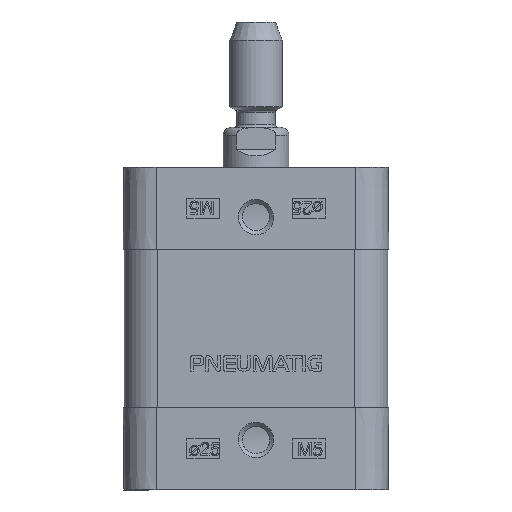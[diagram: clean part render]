
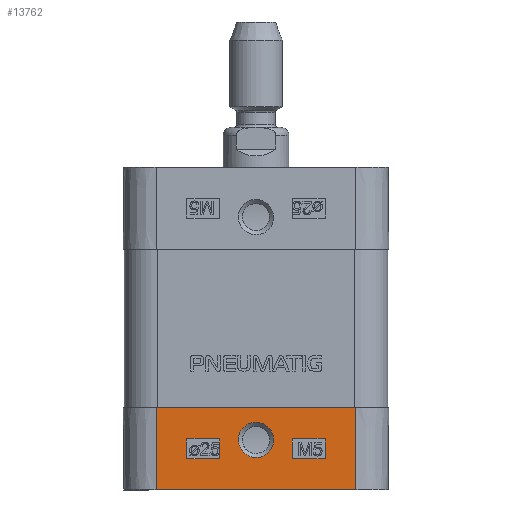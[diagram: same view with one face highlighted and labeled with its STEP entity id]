
A CAD part, left-side view. The second image highlights one B-rep face of the part: STEP entity #13762.
In plain terms, the highlighted planar face has unit normal (-1, 0, -0.009).
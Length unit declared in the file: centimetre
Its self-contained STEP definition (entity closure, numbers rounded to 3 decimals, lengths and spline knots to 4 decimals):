
#495=LINE($,#19936,#1746);
#498=LINE($,#19942,#1749);
#501=LINE($,#19948,#1752);
#504=LINE($,#19952,#1755);
#506=LINE($,#19958,#1757);
#508=LINE($,#19962,#1759);
#510=LINE($,#19966,#1761);
#512=LINE($,#19969,#1763);
#514=LINE($,#20083,#1765);
#515=LINE($,#20085,#1766);
#516=LINE($,#20087,#1767);
#517=LINE($,#20088,#1768);
#1746=VECTOR($,#15993,0.3);
#1749=VECTOR($,#15998,0.5);
#1752=VECTOR($,#16003,0.3);
#1755=VECTOR($,#16008,0.5);
#1757=VECTOR($,#16014,0.3);
#1759=VECTOR($,#16018,0.5);
#1761=VECTOR($,#16022,0.3);
#1763=VECTOR($,#16026,0.5);
#1765=VECTOR($,#16034,3.03);
#1766=VECTOR($,#16035,1.25);
#1767=VECTOR($,#16036,3.03);
#1768=VECTOR($,#16037,1.25);
#2833=B_SPLINE_CURVE_WITH_KNOTS($,3,(#20036,#20037,#20038,#20039,#20040,
#20041,#20042,#20043,#20044,#20045,#20046,#20047,#20048,#20049,#20050,#20051,
#20052,#20053,#20054,#20055,#20056,#20057,#20058,#20059,#20060,#20061,#20062,
#20063,#20064,#20065,#20066,#20067,#20068,#20069,#20070,#20071,#20072,#20073,
#20074,#20075,#20076,#20077,#20078),.UNSPECIFIED.,.T.,.F.,(4,3,3,3,3,3,
3,3,3,3,3,3,3,3,4),(0.,0.1199,0.2751,0.4271,
0.6322,0.7377,0.9144,0.9848,
1.124,1.3056,1.51,1.6038,1.769,
1.8426,1.9625),.UNSPECIFIED.);
#3461=PLANE($,#14605);
#3793=FACE_BOUND($,#4941,.T.);
#3794=FACE_BOUND($,#4942,.T.);
#3795=FACE_BOUND($,#4943,.T.);
#4099=FACE_OUTER_BOUND($,#4940,.T.);
#4940=EDGE_LOOP($,(#10350,#10351,#10352,#10353));
#4941=EDGE_LOOP($,(#10354,#10355,#10356,#10357));
#4942=EDGE_LOOP($,(#10358,#10359,#10360,#10361));
#4943=EDGE_LOOP($,(#10362));
#6329=VERTEX_POINT($,#19933);
#6330=VERTEX_POINT($,#19935);
#6332=VERTEX_POINT($,#19941);
#6334=VERTEX_POINT($,#19947);
#6335=VERTEX_POINT($,#19955);
#6336=VERTEX_POINT($,#19957);
#6337=VERTEX_POINT($,#19961);
#6338=VERTEX_POINT($,#19965);
#6339=VERTEX_POINT($,#20011);
#6341=VERTEX_POINT($,#20081);
#6342=VERTEX_POINT($,#20082);
#6343=VERTEX_POINT($,#20084);
#6344=VERTEX_POINT($,#20086);
#7860=EDGE_CURVE($,#6330,#6329,#495,.T.);
#7863=EDGE_CURVE($,#6332,#6330,#498,.T.);
#7866=EDGE_CURVE($,#6334,#6332,#501,.T.);
#7869=EDGE_CURVE($,#6329,#6334,#504,.T.);
#7871=EDGE_CURVE($,#6336,#6335,#506,.T.);
#7873=EDGE_CURVE($,#6337,#6336,#508,.T.);
#7875=EDGE_CURVE($,#6338,#6337,#510,.T.);
#7877=EDGE_CURVE($,#6335,#6338,#512,.T.);
#7880=EDGE_CURVE($,#6339,#6339,#2833,.T.);
#7881=EDGE_CURVE($,#6341,#6342,#514,.T.);
#7882=EDGE_CURVE($,#6343,#6342,#515,.T.);
#7883=EDGE_CURVE($,#6343,#6344,#516,.T.);
#7884=EDGE_CURVE($,#6344,#6341,#517,.T.);
#10350=ORIENTED_EDGE($,*,*,#7881,.T.);
#10351=ORIENTED_EDGE($,*,*,#7882,.F.);
#10352=ORIENTED_EDGE($,*,*,#7883,.T.);
#10353=ORIENTED_EDGE($,*,*,#7884,.T.);
#10354=ORIENTED_EDGE($,*,*,#7860,.T.);
#10355=ORIENTED_EDGE($,*,*,#7869,.T.);
#10356=ORIENTED_EDGE($,*,*,#7866,.T.);
#10357=ORIENTED_EDGE($,*,*,#7863,.T.);
#10358=ORIENTED_EDGE($,*,*,#7871,.T.);
#10359=ORIENTED_EDGE($,*,*,#7877,.T.);
#10360=ORIENTED_EDGE($,*,*,#7875,.T.);
#10361=ORIENTED_EDGE($,*,*,#7873,.T.);
#10362=ORIENTED_EDGE($,*,*,#7880,.F.);
#13762=ADVANCED_FACE($,(#4099,#3793,#3794,#3795),#3461,.T.);
#14605=AXIS2_PLACEMENT_3D($,#20080,#16032,#16033);
#15993=DIRECTION($,(-0.009,0.,1.));
#15998=DIRECTION($,(0.,1.,0.));
#16003=DIRECTION($,(0.009,0.,-1.));
#16008=DIRECTION($,(0.,-1.,0.));
#16014=DIRECTION($,(-0.009,0.,1.));
#16018=DIRECTION($,(0.,1.,0.));
#16022=DIRECTION($,(0.009,0.,-1.));
#16026=DIRECTION($,(0.,-1.,0.));
#16032=DIRECTION('center_axis',(-1.,0.,-0.009));
#16033=DIRECTION('ref_axis',(-0.009,0.,1.));
#16034=DIRECTION($,(0.,-1.,0.));
#16035=DIRECTION($,(0.009,0.,-1.));
#16036=DIRECTION($,(0.,1.,0.));
#16037=DIRECTION($,(0.009,0.,-1.));
#19933=CARTESIAN_POINT('',(-2.0109,-0.55,0.775));
#19935=CARTESIAN_POINT('',(-2.0082,-0.55,0.475));
#19936=CARTESIAN_POINT($,(-2.0082,-0.55,0.475));
#19941=CARTESIAN_POINT('',(-2.0082,-1.05,0.475));
#19942=CARTESIAN_POINT($,(-2.0082,-1.05,0.475));
#19947=CARTESIAN_POINT('',(-2.0109,-1.05,0.775));
#19948=CARTESIAN_POINT($,(-2.0109,-1.05,0.775));
#19952=CARTESIAN_POINT($,(-2.0109,-0.55,0.775));
#19955=CARTESIAN_POINT('',(-2.0109,1.05,0.775));
#19957=CARTESIAN_POINT('',(-2.0082,1.05,0.475));
#19958=CARTESIAN_POINT($,(-2.0082,1.05,0.475));
#19961=CARTESIAN_POINT('',(-2.0082,0.55,0.475));
#19962=CARTESIAN_POINT($,(-2.0082,0.55,0.475));
#19965=CARTESIAN_POINT('',(-2.0109,0.55,0.775));
#19966=CARTESIAN_POINT($,(-2.0109,0.55,0.775));
#19969=CARTESIAN_POINT($,(-2.0109,1.05,0.775));
#20011=CARTESIAN_POINT('',(-2.0131,-0.0001,1.0269));
#20036=CARTESIAN_POINT('Ctrl Pts',(-2.0084,-0.0002,
0.4925));
#20037=CARTESIAN_POINT('Ctrl Pts',(-2.0084,-0.0401,
0.4924));
#20038=CARTESIAN_POINT('Ctrl Pts',(-2.0085,-0.0812,
0.5015));
#20039=CARTESIAN_POINT('Ctrl Pts',(-2.0086,-0.1161,
0.5183));
#20040=CARTESIAN_POINT('Ctrl Pts',(-2.0088,-0.1614,
0.54));
#20041=CARTESIAN_POINT('Ctrl Pts',(-2.009,-0.1896,
0.5676));
#20042=CARTESIAN_POINT('Ctrl Pts',(-2.0093,-0.2129,
0.5984));
#20043=CARTESIAN_POINT('Ctrl Pts',(-2.0096,-0.2357,
0.6287));
#20044=CARTESIAN_POINT('Ctrl Pts',(-2.0099,-0.2523,
0.6637));
#20045=CARTESIAN_POINT('Ctrl Pts',(-2.0102,-0.2606,
0.7));
#20046=CARTESIAN_POINT('Ctrl Pts',(-2.0106,-0.2718,
0.7489));
#20047=CARTESIAN_POINT('Ctrl Pts',(-2.0111,-0.2683,
0.802));
#20048=CARTESIAN_POINT('Ctrl Pts',(-2.0115,-0.2513,
0.8502));
#20049=CARTESIAN_POINT('Ctrl Pts',(-2.0117,-0.2425,
0.875));
#20050=CARTESIAN_POINT('Ctrl Pts',(-2.012,-0.2296,
0.9008));
#20051=CARTESIAN_POINT('Ctrl Pts',(-2.0122,-0.2094,
0.9262));
#20052=CARTESIAN_POINT('Ctrl Pts',(-2.0125,-0.1755,
0.9688));
#20053=CARTESIAN_POINT('Ctrl Pts',(-2.0128,-0.1233,
1.003));
#20054=CARTESIAN_POINT('Ctrl Pts',(-2.013,-0.0678,
1.0178));
#20055=CARTESIAN_POINT('Ctrl Pts',(-2.013,-0.0457,
1.0238));
#20056=CARTESIAN_POINT('Ctrl Pts',(-2.0131,-0.0223,
1.0269));
#20057=CARTESIAN_POINT('Ctrl Pts',(-2.0131,-0.0001,
1.0269));
#20058=CARTESIAN_POINT('Ctrl Pts',(-2.0131,0.044,
1.0269));
#20059=CARTESIAN_POINT('Ctrl Pts',(-2.013,0.0779,
1.0168));
#20060=CARTESIAN_POINT('Ctrl Pts',(-2.0128,0.1078,
1.0036));
#20061=CARTESIAN_POINT('Ctrl Pts',(-2.0127,0.1469,0.9863));
#20062=CARTESIAN_POINT('Ctrl Pts',(-2.0125,0.1817,
0.9605));
#20063=CARTESIAN_POINT('Ctrl Pts',(-2.0122,0.2091,
0.9262));
#20064=CARTESIAN_POINT('Ctrl Pts',(-2.0118,0.24,
0.8875));
#20065=CARTESIAN_POINT('Ctrl Pts',(-2.0114,0.2619,
0.8341));
#20066=CARTESIAN_POINT('Ctrl Pts',(-2.0109,0.2665,
0.7803));
#20067=CARTESIAN_POINT('Ctrl Pts',(-2.0107,0.2686,
0.7557));
#20068=CARTESIAN_POINT('Ctrl Pts',(-2.0105,0.2677,0.7289));
#20069=CARTESIAN_POINT('Ctrl Pts',(-2.0102,0.2611,
0.6999));
#20070=CARTESIAN_POINT('Ctrl Pts',(-2.0098,0.2494,
0.6489));
#20071=CARTESIAN_POINT('Ctrl Pts',(-2.0093,0.2188,
0.597));
#20072=CARTESIAN_POINT('Ctrl Pts',(-2.009,0.1774,
0.5599));
#20073=CARTESIAN_POINT('Ctrl Pts',(-2.0088,0.159,
0.5434));
#20074=CARTESIAN_POINT('Ctrl Pts',(-2.0087,0.1383,0.5294));
#20075=CARTESIAN_POINT('Ctrl Pts',(-2.0086,0.116,
0.5186));
#20076=CARTESIAN_POINT('Ctrl Pts',(-2.0085,0.0797,
0.5012));
#20077=CARTESIAN_POINT('Ctrl Pts',(-2.0084,0.0398,
0.4926));
#20078=CARTESIAN_POINT('Ctrl Pts',(-2.0084,-0.0002,
0.4925));
#20080=CARTESIAN_POINT('Origin',(-2.015,1.515,1.25));
#20081=CARTESIAN_POINT('',(-2.0041,1.515,0.));
#20082=CARTESIAN_POINT('',(-2.0041,-1.515,0.));
#20083=CARTESIAN_POINT($,(-2.0041,1.515,0.));
#20084=CARTESIAN_POINT('',(-2.015,-1.515,1.25));
#20085=CARTESIAN_POINT($,(-2.015,-1.515,1.25));
#20086=CARTESIAN_POINT('',(-2.015,1.515,1.25));
#20087=CARTESIAN_POINT($,(-2.015,-1.515,1.25));
#20088=CARTESIAN_POINT($,(-2.015,1.515,1.25));
